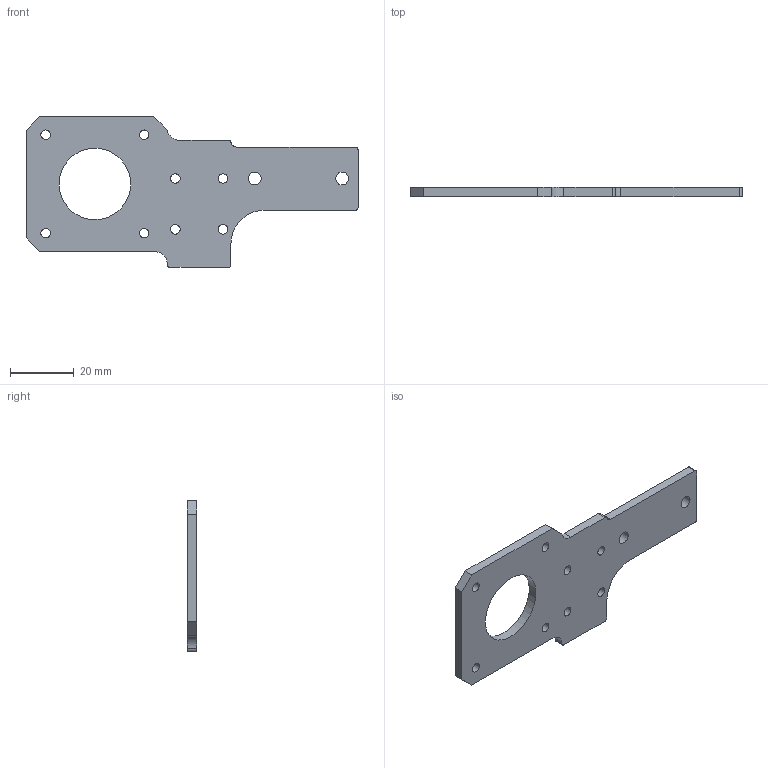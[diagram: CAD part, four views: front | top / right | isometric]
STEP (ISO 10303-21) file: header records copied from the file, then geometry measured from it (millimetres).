
FILE_DESCRIPTION(/* description */ (''),/* implementation_level */ '2;1');
FILE_NAME(/* name */ 'Деталь4 - 1шт.stp',/* time_stamp */ '2020-11-26T20:04:29+01:00',/* author */ (''),/* organization */ (''),/* preprocessor_version */ 'ST-DEVELOPER v16.7',/* originating_system */ 'SIEMENS PLM Software NX 12.0',/* authorisation */ '');
FILE_SCHEMA (('AUTOMOTIVE_DESIGN { 1 0 10303 214 3 1 1 1 }'));
Length unit declared in the file: millimetre
Products named in the file (1): X_linear_holder_2
Bounding box: 104.5 x 3 x 47.5 mm (x, y, z)
Volume: 9031.5 mm3; surface area: 7393.1 mm2
Topology: 1 solids, 1 shells, 35 faces, 99 edges, 66 vertices
Faces by surface type: cylinder 20, plane 15
Full cylindrical faces by diameter (mm): 3 x8, 4 x2, 22.5 x1
Entity records: 1166 total; most frequent: DIRECTION 200, CARTESIAN_POINT 190, ORIENTED_EDGE 176, EDGE_CURVE 88, AXIS2_PLACEMENT_3D 76, EDGE_LOOP 68, VERTEX_POINT 66, LINE 48
